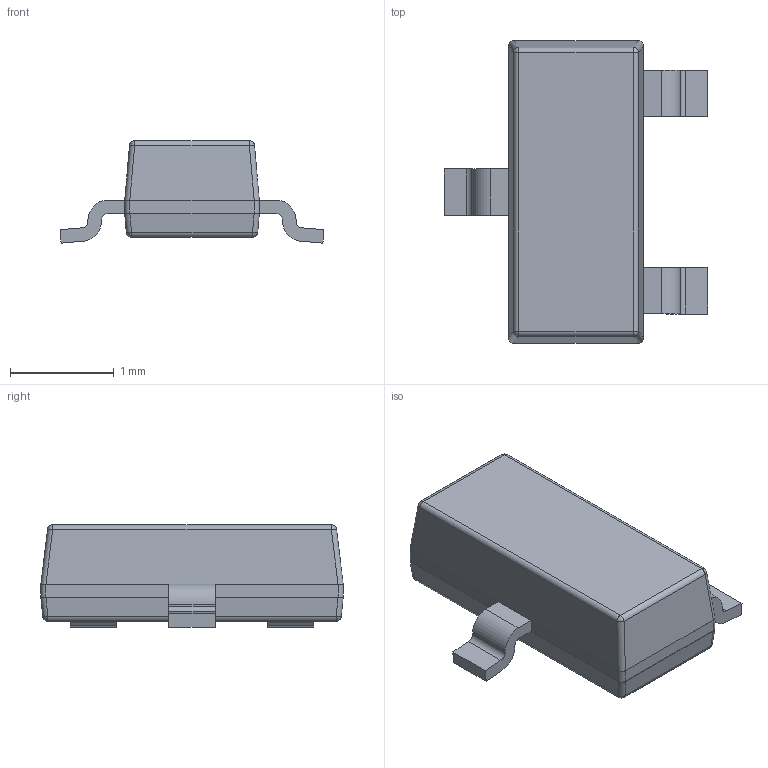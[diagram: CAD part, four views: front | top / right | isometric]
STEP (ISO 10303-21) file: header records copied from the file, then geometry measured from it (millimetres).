
FILE_DESCRIPTION (( 'STEP AP203' ), '1' );
FILE_NAME ('SOT23()_VREGAP733333SAG7_Default_sldprt.STEP', '2016-06-02T17:08:47', ( 'Shusen Zhang' ), ( 'MathWorks' ), 'SwSTEP 2.0', 'SolidWorks 2015', '' );
FILE_SCHEMA (( 'CONFIG_CONTROL_DESIGN' ));
Length unit declared in the file: millimetre
Products named in the file (1): SOT23()_VREGAP733333SAG7_Default_sldprt
Bounding box: 2.55 x 2.92 x 0.99 mm (x, y, z)
Surface area: 21 mm2 (no closed solid volume)
Topology: 0 solids, 5 shells, 87 faces, 235 edges, 146 vertices
Faces by surface type: cylinder 39, plane 36, bspline 12
Entity records: 3381 total; most frequent: CARTESIAN_POINT 1250, ORIENTED_EDGE 434, DIRECTION 409, EDGE_CURVE 227, VERTEX_POINT 146, AXIS2_PLACEMENT_3D 142, LINE 125, VECTOR 125
